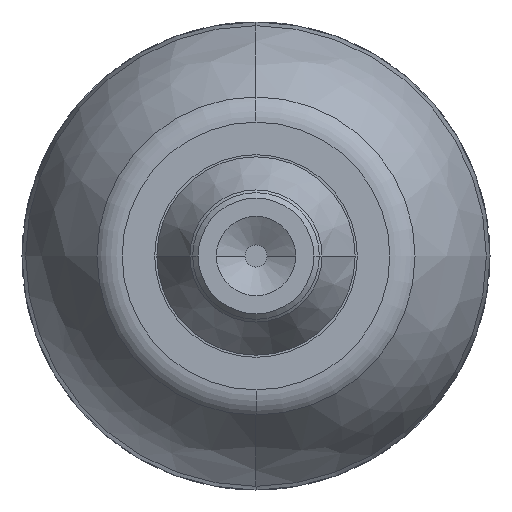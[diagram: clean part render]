
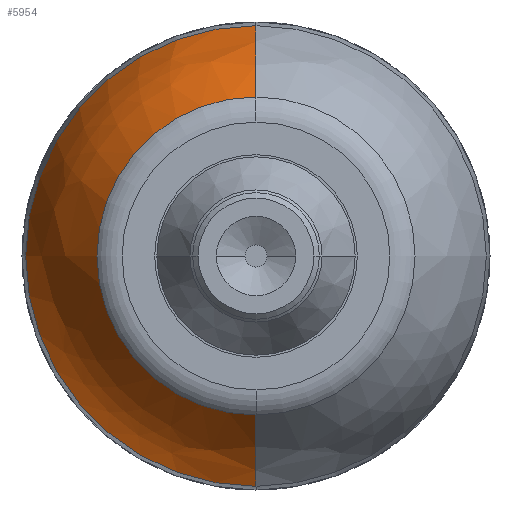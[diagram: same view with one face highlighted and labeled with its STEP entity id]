
A CAD part, left-side view. The second image highlights one B-rep face of the part: STEP entity #5954.
In plain terms, the highlighted free-form (B-spline) face has degree [3, 3] with [7, 4] control points.
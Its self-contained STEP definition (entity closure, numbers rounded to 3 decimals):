
#2166=CARTESIAN_POINT('',(-18.443,0.,0.));
#2167=DIRECTION('',(1.,0.,0.));
#2168=DIRECTION('',(0.,0.,-1.));
#2169=AXIS2_PLACEMENT_3D('',#2166,#2167,#2168);
#2171=CARTESIAN_POINT('',(0.991,0.,8.412));
#2172=DIRECTION('',(0.,-1.,0.));
#2173=DIRECTION('',(-0.648,0.,-0.762));
#2174=AXIS2_PLACEMENT_3D('',#2171,#2172,#2173);
#2176=CARTESIAN_POINT('',(-5.342,0.,0.));
#2177=DIRECTION('',(1.,0.,0.));
#2178=DIRECTION('',(0.,0.,-1.));
#2179=AXIS2_PLACEMENT_3D('',#2176,#2177,#2178);
#2181=CARTESIAN_POINT('',(0.991,0.,-8.412));
#2182=DIRECTION('',(0.,1.,0.));
#2183=DIRECTION('',(-0.648,0.,0.762));
#2184=AXIS2_PLACEMENT_3D('',#2181,#2182,#2183);
#3091=CARTESIAN_POINT('',(-5.342,0.,20.912));
#3092=CARTESIAN_POINT('',(-5.342,0.,-20.912));
#3093=VERTEX_POINT('',#3091);
#3094=VERTEX_POINT('',#3092);
#3095=CARTESIAN_POINT('',(-18.443,0.,14.442));
#3096=CARTESIAN_POINT('',(-18.443,0.,-14.442));
#3097=VERTEX_POINT('',#3095);
#3098=VERTEX_POINT('',#3096);
#5916=CARTESIAN_POINT('',(-18.667,-0.895,
-14.222));
#5917=CARTESIAN_POINT('',(-14.759,-1.108,
-17.605));
#5918=CARTESIAN_POINT('',(-10.121,-1.251,
-19.891));
#5919=CARTESIAN_POINT('',(-5.053,-1.317,
-20.932));
#5920=CARTESIAN_POINT('',(-18.667,7.857,
-14.773));
#5921=CARTESIAN_POINT('',(-14.759,9.727,
-18.287));
#5922=CARTESIAN_POINT('',(-10.121,10.99,
-20.661));
#5923=CARTESIAN_POINT('',(-5.053,11.564,
-21.742));
#5924=CARTESIAN_POINT('',(-18.667,14.25,
-8.769));
#5925=CARTESIAN_POINT('',(-14.759,17.64,
-10.856));
#5926=CARTESIAN_POINT('',(-10.121,19.931,
-12.265));
#5927=CARTESIAN_POINT('',(-5.053,20.973,
-12.907));
#5928=CARTESIAN_POINT('',(-18.667,14.25,0.));
#5929=CARTESIAN_POINT('',(-14.759,17.64,0.));
#5930=CARTESIAN_POINT('',(-10.121,19.931,0.));
#5931=CARTESIAN_POINT('',(-5.053,20.973,0.));
#5932=CARTESIAN_POINT('',(-18.667,14.25,8.769));
#5933=CARTESIAN_POINT('',(-14.759,17.64,10.856));
#5934=CARTESIAN_POINT('',(-10.121,19.931,12.265));
#5935=CARTESIAN_POINT('',(-5.053,20.973,12.907));
#5936=CARTESIAN_POINT('',(-18.667,7.857,14.773));
#5937=CARTESIAN_POINT('',(-14.759,9.727,18.287));
#5938=CARTESIAN_POINT('',(-10.121,10.99,20.661));
#5939=CARTESIAN_POINT('',(-5.053,11.564,21.742));
#5940=CARTESIAN_POINT('',(-18.667,-0.895,
14.222));
#5941=CARTESIAN_POINT('',(-14.759,-1.108,
17.605));
#5942=CARTESIAN_POINT('',(-10.121,-1.251,
19.891));
#5943=CARTESIAN_POINT('',(-5.053,-1.317,
20.932));
#5944=(BOUNDED_SURFACE()B_SPLINE_SURFACE(3,3,((#5916,#5917,#5918,#5919),(#5920,
#5921,#5922,#5923),(#5924,#5925,#5926,#5927),(#5928,#5929,#5930,#5931),(#5932,
#5933,#5934,#5935),(#5936,#5937,#5938,#5939),(#5940,#5941,#5942,#5943)),
.UNSPECIFIED.,.F.,.F.,.F.)B_SPLINE_SURFACE_WITH_KNOTS((4,3,4),(4,4),(0.,1.,
2.),(0.,1.),.UNSPECIFIED.)GEOMETRIC_REPRESENTATION_ITEM()RATIONAL_B_SPLINE_SURFACE(((1.207,1.181,1.181,1.207),(
0.953,0.932,0.932,0.953),(
0.953,0.932,0.932,0.953),(
1.207,1.181,1.181,1.207),(
0.953,0.932,0.932,0.953),(
0.953,0.932,0.932,0.953),(
1.207,1.181,1.181,1.207)))REPRESENTATION_ITEM('')SURFACE());
#5946=ORIENTED_EDGE('',*,*,#5945,.F.);
#5948=ORIENTED_EDGE('',*,*,#5947,.T.);
#5949=ORIENTED_EDGE('',*,*,#5898,.T.);
#5951=ORIENTED_EDGE('',*,*,#5950,.F.);
#5952=EDGE_LOOP('',(#5946,#5948,#5949,#5951));
#5953=FACE_OUTER_BOUND('',#5952,.F.);
#5954=ADVANCED_FACE('',(#5953),#5944,.T.);
#2170=CIRCLE('',#2169,14.442);
#2175=CIRCLE('',#2174,30.);
#2180=CIRCLE('',#2179,20.912);
#2185=CIRCLE('',#2184,30.);
#5898=EDGE_CURVE('',#3094,#3093,#2180,.T.);
#5945=EDGE_CURVE('',#3098,#3097,#2170,.T.);
#5947=EDGE_CURVE('',#3098,#3094,#2175,.T.);
#5950=EDGE_CURVE('',#3097,#3093,#2185,.T.);
